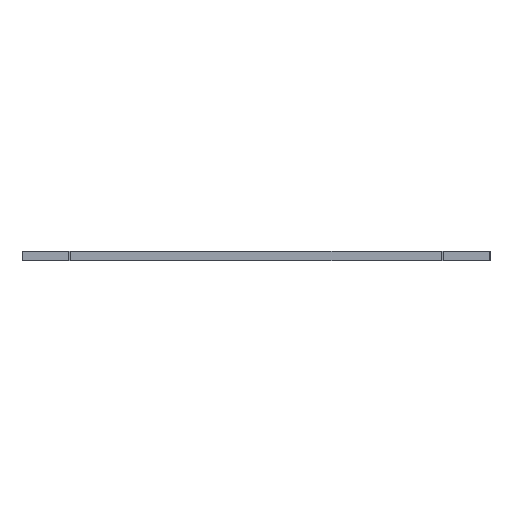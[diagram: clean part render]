
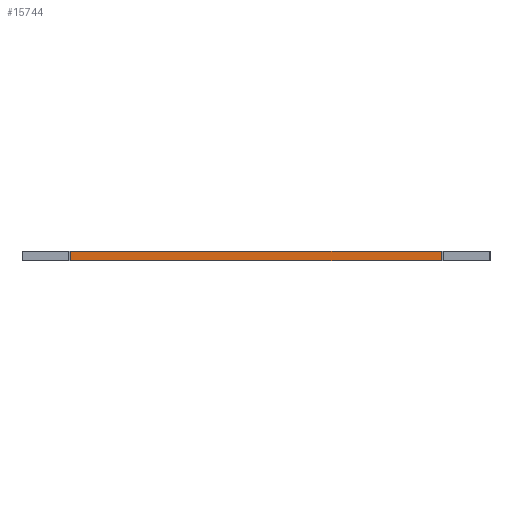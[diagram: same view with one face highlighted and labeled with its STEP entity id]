
A CAD part, front view. The second image highlights one B-rep face of the part: STEP entity #15744.
In plain terms, the highlighted planar face has unit normal (0, -1, 0).
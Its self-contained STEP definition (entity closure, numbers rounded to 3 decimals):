
#83 = PLANE('',#84);
#84 = AXIS2_PLACEMENT_3D('',#85,#86,#87);
#85 = CARTESIAN_POINT('',(-0.039,50.312,1.6));
#86 = DIRECTION('',(0.,0.,1.));
#87 = DIRECTION('',(1.,0.,-0.));
#137 = PLANE('',#138);
#138 = AXIS2_PLACEMENT_3D('',#139,#140,#141);
#139 = CARTESIAN_POINT('',(-0.039,50.312,0.));
#140 = DIRECTION('',(0.,0.,1.));
#141 = DIRECTION('',(1.,0.,-0.));
#724 = VERTEX_POINT('',#725);
#725 = CARTESIAN_POINT('',(-31.75,-0.08,0.));
#739 = PLANE('',#740);
#740 = AXIS2_PLACEMENT_3D('',#741,#742,#743);
#741 = CARTESIAN_POINT('',(-31.75,9.92,0.));
#742 = DIRECTION('',(1.,0.,-0.));
#743 = DIRECTION('',(0.,-1.,0.));
#751 = EDGE_CURVE('',#724,#752,#754,.T.);
#752 = VERTEX_POINT('',#753);
#753 = CARTESIAN_POINT('',(31.623,-0.08,0.));
#754 = SURFACE_CURVE('',#755,(#759,#766),.PCURVE_S1.);
#755 = LINE('',#756,#757);
#756 = CARTESIAN_POINT('',(-31.75,-0.08,0.));
#757 = VECTOR('',#758,1.);
#758 = DIRECTION('',(1.,0.,0.));
#759 = PCURVE('',#137,#760);
#760 = DEFINITIONAL_REPRESENTATION('',(#761),#765);
#761 = LINE('',#762,#763);
#762 = CARTESIAN_POINT('',(-31.711,-50.392));
#763 = VECTOR('',#764,1.);
#764 = DIRECTION('',(1.,0.));
#765 = ( GEOMETRIC_REPRESENTATION_CONTEXT(2) 
PARAMETRIC_REPRESENTATION_CONTEXT() REPRESENTATION_CONTEXT('2D SPACE',''
  ) );
#766 = PCURVE('',#767,#772);
#767 = PLANE('',#768);
#768 = AXIS2_PLACEMENT_3D('',#769,#770,#771);
#769 = CARTESIAN_POINT('',(-31.75,-0.08,0.));
#770 = DIRECTION('',(0.,1.,0.));
#771 = DIRECTION('',(1.,0.,0.));
#772 = DEFINITIONAL_REPRESENTATION('',(#773),#777);
#773 = LINE('',#774,#775);
#774 = CARTESIAN_POINT('',(0.,0.));
#775 = VECTOR('',#776,1.);
#776 = DIRECTION('',(1.,0.));
#777 = ( GEOMETRIC_REPRESENTATION_CONTEXT(2) 
PARAMETRIC_REPRESENTATION_CONTEXT() REPRESENTATION_CONTEXT('2D SPACE',''
  ) );
#795 = PLANE('',#796);
#796 = AXIS2_PLACEMENT_3D('',#797,#798,#799);
#797 = CARTESIAN_POINT('',(31.623,-0.08,0.));
#798 = DIRECTION('',(-1.,0.,0.));
#799 = DIRECTION('',(0.,1.,0.));
#8616 = VERTEX_POINT('',#8617);
#8617 = CARTESIAN_POINT('',(-31.75,-0.08,1.6));
#8638 = EDGE_CURVE('',#8616,#8639,#8641,.T.);
#8639 = VERTEX_POINT('',#8640);
#8640 = CARTESIAN_POINT('',(31.623,-0.08,1.6));
#8641 = SURFACE_CURVE('',#8642,(#8646,#8653),.PCURVE_S1.);
#8642 = LINE('',#8643,#8644);
#8643 = CARTESIAN_POINT('',(-31.75,-0.08,1.6));
#8644 = VECTOR('',#8645,1.);
#8645 = DIRECTION('',(1.,0.,0.));
#8646 = PCURVE('',#83,#8647);
#8647 = DEFINITIONAL_REPRESENTATION('',(#8648),#8652);
#8648 = LINE('',#8649,#8650);
#8649 = CARTESIAN_POINT('',(-31.711,-50.392));
#8650 = VECTOR('',#8651,1.);
#8651 = DIRECTION('',(1.,0.));
#8652 = ( GEOMETRIC_REPRESENTATION_CONTEXT(2) 
PARAMETRIC_REPRESENTATION_CONTEXT() REPRESENTATION_CONTEXT('2D SPACE',''
  ) );
#8653 = PCURVE('',#767,#8654);
#8654 = DEFINITIONAL_REPRESENTATION('',(#8655),#8659);
#8655 = LINE('',#8656,#8657);
#8656 = CARTESIAN_POINT('',(0.,-1.6));
#8657 = VECTOR('',#8658,1.);
#8658 = DIRECTION('',(1.,0.));
#8659 = ( GEOMETRIC_REPRESENTATION_CONTEXT(2) 
PARAMETRIC_REPRESENTATION_CONTEXT() REPRESENTATION_CONTEXT('2D SPACE',''
  ) );
#15694 = EDGE_CURVE('',#752,#8639,#15695,.T.);
#15695 = SURFACE_CURVE('',#15696,(#15700,#15707),.PCURVE_S1.);
#15696 = LINE('',#15697,#15698);
#15697 = CARTESIAN_POINT('',(31.623,-0.08,0.));
#15698 = VECTOR('',#15699,1.);
#15699 = DIRECTION('',(0.,0.,1.));
#15700 = PCURVE('',#795,#15701);
#15701 = DEFINITIONAL_REPRESENTATION('',(#15702),#15706);
#15702 = LINE('',#15703,#15704);
#15703 = CARTESIAN_POINT('',(0.,0.));
#15704 = VECTOR('',#15705,1.);
#15705 = DIRECTION('',(0.,-1.));
#15706 = ( GEOMETRIC_REPRESENTATION_CONTEXT(2) 
PARAMETRIC_REPRESENTATION_CONTEXT() REPRESENTATION_CONTEXT('2D SPACE',''
  ) );
#15707 = PCURVE('',#767,#15708);
#15708 = DEFINITIONAL_REPRESENTATION('',(#15709),#15713);
#15709 = LINE('',#15710,#15711);
#15710 = CARTESIAN_POINT('',(63.373,0.));
#15711 = VECTOR('',#15712,1.);
#15712 = DIRECTION('',(0.,-1.));
#15713 = ( GEOMETRIC_REPRESENTATION_CONTEXT(2) 
PARAMETRIC_REPRESENTATION_CONTEXT() REPRESENTATION_CONTEXT('2D SPACE',''
  ) );
#15744 = ADVANCED_FACE('',(#15745),#767,.F.);
#15745 = FACE_BOUND('',#15746,.F.);
#15746 = EDGE_LOOP('',(#15747,#15768,#15769,#15770));
#15747 = ORIENTED_EDGE('',*,*,#15748,.T.);
#15748 = EDGE_CURVE('',#724,#8616,#15749,.T.);
#15749 = SURFACE_CURVE('',#15750,(#15754,#15761),.PCURVE_S1.);
#15750 = LINE('',#15751,#15752);
#15751 = CARTESIAN_POINT('',(-31.75,-0.08,0.));
#15752 = VECTOR('',#15753,1.);
#15753 = DIRECTION('',(0.,0.,1.));
#15754 = PCURVE('',#767,#15755);
#15755 = DEFINITIONAL_REPRESENTATION('',(#15756),#15760);
#15756 = LINE('',#15757,#15758);
#15757 = CARTESIAN_POINT('',(0.,0.));
#15758 = VECTOR('',#15759,1.);
#15759 = DIRECTION('',(0.,-1.));
#15760 = ( GEOMETRIC_REPRESENTATION_CONTEXT(2) 
PARAMETRIC_REPRESENTATION_CONTEXT() REPRESENTATION_CONTEXT('2D SPACE',''
  ) );
#15761 = PCURVE('',#739,#15762);
#15762 = DEFINITIONAL_REPRESENTATION('',(#15763),#15767);
#15763 = LINE('',#15764,#15765);
#15764 = CARTESIAN_POINT('',(10.,0.));
#15765 = VECTOR('',#15766,1.);
#15766 = DIRECTION('',(0.,-1.));
#15767 = ( GEOMETRIC_REPRESENTATION_CONTEXT(2) 
PARAMETRIC_REPRESENTATION_CONTEXT() REPRESENTATION_CONTEXT('2D SPACE',''
  ) );
#15768 = ORIENTED_EDGE('',*,*,#8638,.T.);
#15769 = ORIENTED_EDGE('',*,*,#15694,.F.);
#15770 = ORIENTED_EDGE('',*,*,#751,.F.);
